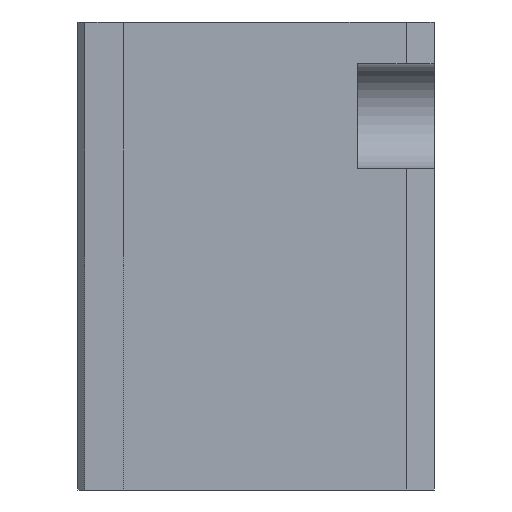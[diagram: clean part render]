
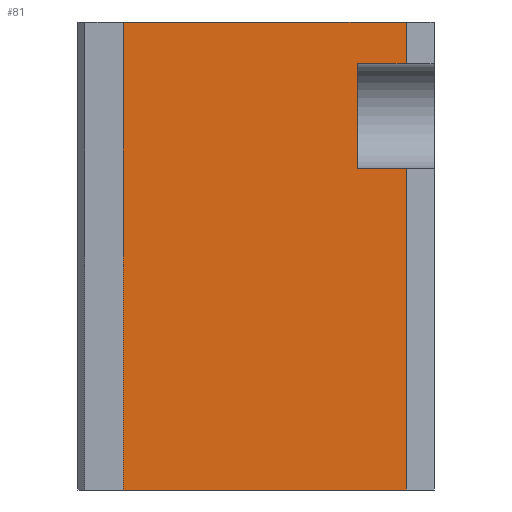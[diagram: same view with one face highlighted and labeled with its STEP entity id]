
A CAD part, left-side view. The second image highlights one B-rep face of the part: STEP entity #81.
In plain terms, the highlighted planar face has unit normal (-1, 0, 0).
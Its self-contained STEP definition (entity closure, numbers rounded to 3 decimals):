
#81 = ADVANCED_FACE( '', ( #205 ), #206, .F. );
#205 = FACE_OUTER_BOUND( '', #382, .T. );
#206 = PLANE( '', #383 );
#382 = EDGE_LOOP( '', ( #572, #573, #574, #575, #576, #577, #578, #579 ) );
#383 = AXIS2_PLACEMENT_3D( '', #580, #581, #582 );
#572 = ORIENTED_EDGE( '', *, *, #996, .F. );
#573 = ORIENTED_EDGE( '', *, *, #997, .F. );
#574 = ORIENTED_EDGE( '', *, *, #998, .F. );
#575 = ORIENTED_EDGE( '', *, *, #999, .T. );
#576 = ORIENTED_EDGE( '', *, *, #1000, .T. );
#577 = ORIENTED_EDGE( '', *, *, #1001, .F. );
#578 = ORIENTED_EDGE( '', *, *, #1002, .F. );
#579 = ORIENTED_EDGE( '', *, *, #1003, .T. );
#580 = CARTESIAN_POINT( '', ( -38., 44.5, 67. ) );
#581 = DIRECTION( '', ( 1., 0., 0. ) );
#582 = DIRECTION( '', ( 0., 0., -1. ) );
#996 = EDGE_CURVE( '', #1185, #1186, #1187, .T. );
#997 = EDGE_CURVE( '', #1188, #1185, #1189, .T. );
#998 = EDGE_CURVE( '', #1190, #1188, #1191, .T. );
#999 = EDGE_CURVE( '', #1190, #1192, #1193, .T. );
#1000 = EDGE_CURVE( '', #1192, #1194, #1195, .T. );
#1001 = EDGE_CURVE( '', #1196, #1194, #1197, .T. );
#1002 = EDGE_CURVE( '', #1198, #1196, #1199, .T. );
#1003 = EDGE_CURVE( '', #1198, #1186, #1200, .T. );
#1185 = VERTEX_POINT( '', #1505 );
#1186 = VERTEX_POINT( '', #1506 );
#1187 = LINE( '', #1507, #1508 );
#1188 = VERTEX_POINT( '', #1509 );
#1189 = LINE( '', #1510, #1511 );
#1190 = VERTEX_POINT( '', #1512 );
#1191 = LINE( '', #1513, #1514 );
#1192 = VERTEX_POINT( '', #1515 );
#1193 = LINE( '', #1516, #1517 );
#1194 = VERTEX_POINT( '', #1518 );
#1195 = LINE( '', #1519, #1520 );
#1196 = VERTEX_POINT( '', #1521 );
#1197 = LINE( '', #1522, #1523 );
#1198 = VERTEX_POINT( '', #1524 );
#1199 = LINE( '', #1525, #1526 );
#1200 = LINE( '', #1527, #1528 );
#1505 = CARTESIAN_POINT( '', ( -38., 4., 61. ) );
#1506 = CARTESIAN_POINT( '', ( -38., 11., 61. ) );
#1507 = CARTESIAN_POINT( '', ( -38., 44.5, 61. ) );
#1508 = VECTOR( '', #1883, 1000. );
#1509 = CARTESIAN_POINT( '', ( -38., 4., 67. ) );
#1510 = CARTESIAN_POINT( '', ( -38., 4., 67. ) );
#1511 = VECTOR( '', #1884, 1000. );
#1512 = CARTESIAN_POINT( '', ( -38., 44.5, 67. ) );
#1513 = CARTESIAN_POINT( '', ( -38., 44.5, 67. ) );
#1514 = VECTOR( '', #1885, 1000. );
#1515 = CARTESIAN_POINT( '', ( -38., 44.5, 0. ) );
#1516 = CARTESIAN_POINT( '', ( -38., 44.5, 67. ) );
#1517 = VECTOR( '', #1886, 1000. );
#1518 = CARTESIAN_POINT( '', ( -38., 4., 0. ) );
#1519 = CARTESIAN_POINT( '', ( -38., 44.5, 0. ) );
#1520 = VECTOR( '', #1887, 1000. );
#1521 = CARTESIAN_POINT( '', ( -38., 4., 46. ) );
#1522 = CARTESIAN_POINT( '', ( -38., 4., 67. ) );
#1523 = VECTOR( '', #1888, 1000. );
#1524 = CARTESIAN_POINT( '', ( -38., 11., 46. ) );
#1525 = CARTESIAN_POINT( '', ( -38., 44.5, 46. ) );
#1526 = VECTOR( '', #1889, 1000. );
#1527 = CARTESIAN_POINT( '', ( -38., 11., 67. ) );
#1528 = VECTOR( '', #1890, 1000. );
#1883 = DIRECTION( '', ( 0., 1., 0. ) );
#1884 = DIRECTION( '', ( 0., 0., -1. ) );
#1885 = DIRECTION( '', ( 0., -1., 0. ) );
#1886 = DIRECTION( '', ( 0., 0., -1. ) );
#1887 = DIRECTION( '', ( 0., -1., 0. ) );
#1888 = DIRECTION( '', ( 0., 0., -1. ) );
#1889 = DIRECTION( '', ( 0., -1., 0. ) );
#1890 = DIRECTION( '', ( 0., 0., 1. ) );
